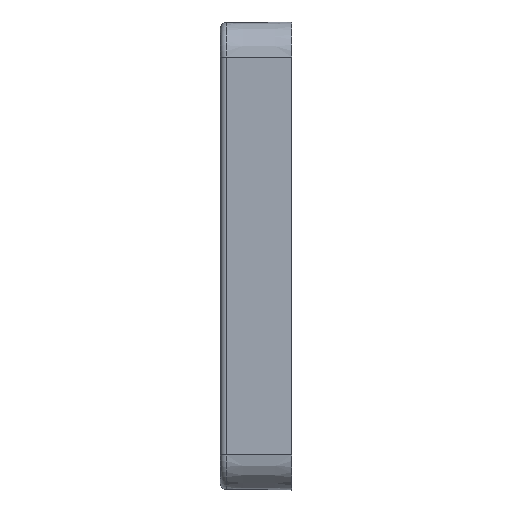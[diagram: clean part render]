
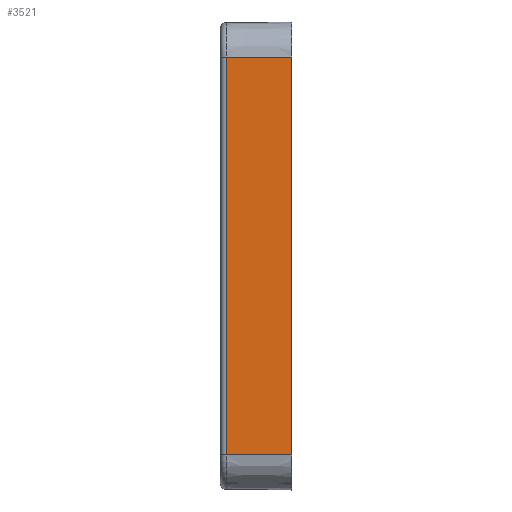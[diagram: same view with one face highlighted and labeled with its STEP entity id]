
A CAD part, front view. The second image highlights one B-rep face of the part: STEP entity #3521.
In plain terms, the highlighted planar face has unit normal (-0.009, -1, 0).
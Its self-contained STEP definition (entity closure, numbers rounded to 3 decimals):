
#40 = FACE_OUTER_BOUND ( 'NONE', #1553, .T. ) ;
#696 = CARTESIAN_POINT ( 'NONE',  ( 0.496, -20.001, 17.05 ) ) ;
#834 = DIRECTION ( 'NONE',  ( -1., 0.009, 0. ) ) ;
#881 = VERTEX_POINT ( 'NONE', #8394 ) ;
#1166 = EDGE_CURVE ( 'NONE', #881, #3260, #3479, .T. ) ;
#1361 = DIRECTION ( 'NONE',  ( -0.009, -1., 0. ) ) ;
#1553 = EDGE_LOOP ( 'NONE', ( #7227, #6352, #8381, #4254 ) ) ;
#1574 = VERTEX_POINT ( 'NONE', #8253 ) ;
#1794 = DIRECTION ( 'NONE',  ( 0., 0., 1. ) ) ;
#1907 = EDGE_CURVE ( 'NONE', #3260, #8133, #7809, .T. ) ;
#2077 = DIRECTION ( 'NONE',  ( -1., 0.009, 0. ) ) ;
#2125 = DIRECTION ( 'NONE',  ( 1., -0.009, 0. ) ) ;
#2165 = DIRECTION ( 'NONE',  ( 0., 0., -1. ) ) ;
#2201 = CARTESIAN_POINT ( 'NONE',  ( 6.1, -20.05, 17.05 ) ) ;
#2294 = LINE ( 'NONE', #7572, #3480 ) ;
#2724 = CARTESIAN_POINT ( 'NONE',  ( 0.496, -20.001, -17.05 ) ) ;
#2728 = LINE ( 'NONE', #8596, #5802 ) ;
#2805 = PLANE ( 'NONE',  #7449 ) ;
#3145 = EDGE_CURVE ( 'NONE', #8133, #1574, #2294, .T. ) ;
#3260 = VERTEX_POINT ( 'NONE', #696 ) ;
#3479 = LINE ( 'NONE', #2201, #8558 ) ;
#3480 = VECTOR ( 'NONE', #2125, 1000. ) ;
#3521 = ADVANCED_FACE ( 'NONE', ( #40 ), #2805, .T. ) ;
#3816 = EDGE_CURVE ( 'NONE', #1574, #881, #2728, .T. ) ;
#4254 = ORIENTED_EDGE ( 'NONE', *, *, #3816, .T. ) ;
#5802 = VECTOR ( 'NONE', #1794, 1000. ) ;
#6159 = VECTOR ( 'NONE', #2165, 1000. ) ;
#6352 = ORIENTED_EDGE ( 'NONE', *, *, #1907, .T. ) ;
#7227 = ORIENTED_EDGE ( 'NONE', *, *, #1166, .T. ) ;
#7449 = AXIS2_PLACEMENT_3D ( 'NONE', #8794, #1361, #2077 ) ;
#7572 = CARTESIAN_POINT ( 'NONE',  ( 6.1, -20.05, -17.05 ) ) ;
#7677 = CARTESIAN_POINT ( 'NONE',  ( 0.496, -20.001, -17.05 ) ) ;
#7809 = LINE ( 'NONE', #7677, #6159 ) ;
#8133 = VERTEX_POINT ( 'NONE', #2724 ) ;
#8253 = CARTESIAN_POINT ( 'NONE',  ( 6.1, -20.05, -17.05 ) ) ;
#8381 = ORIENTED_EDGE ( 'NONE', *, *, #3145, .T. ) ;
#8394 = CARTESIAN_POINT ( 'NONE',  ( 6.1, -20.05, 17.05 ) ) ;
#8558 = VECTOR ( 'NONE', #834, 1000. ) ;
#8596 = CARTESIAN_POINT ( 'NONE',  ( 6.1, -20.05, -20.05 ) ) ;
#8794 = CARTESIAN_POINT ( 'NONE',  ( 6.1, -20.05, -20.05 ) ) ;
